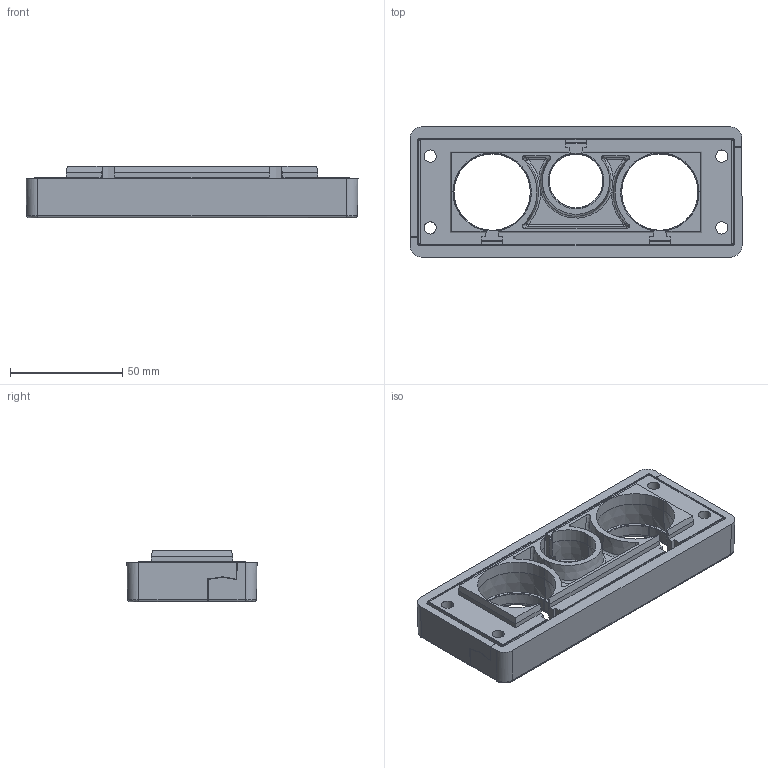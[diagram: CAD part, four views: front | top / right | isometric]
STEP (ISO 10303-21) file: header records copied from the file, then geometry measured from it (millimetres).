
FILE_DESCRIPTION (( 'STEP AP203' ), '1' );
FILE_NAME ('568320.step', '2024-10-14T13:37:38', ( '' ), ( '' ), 'SwSTEP 2.0', 'SolidWorks 2023', '' );
FILE_SCHEMA (( 'CONFIG_CONTROL_DESIGN' ));
Length unit declared in the file: inch
Products named in the file (1): 568320
Bounding box: 148 x 58 x 23 mm (x, y, z)
Volume: 102452 mm3; surface area: 52637.6 mm2
Topology: 3 solids, 3 shells, 1209 faces, 3134 edges, 2018 vertices
Faces by surface type: plane 648, bspline 323, cylinder 177, cone 61
Entity records: 43093 total; most frequent: CARTESIAN_POINT 15667, ORIENTED_EDGE 6252, DIRECTION 4573, EDGE_CURVE 3126, VERTEX_POINT 2018, VECTOR 2001, LINE 2001, EDGE_LOOP 1324
